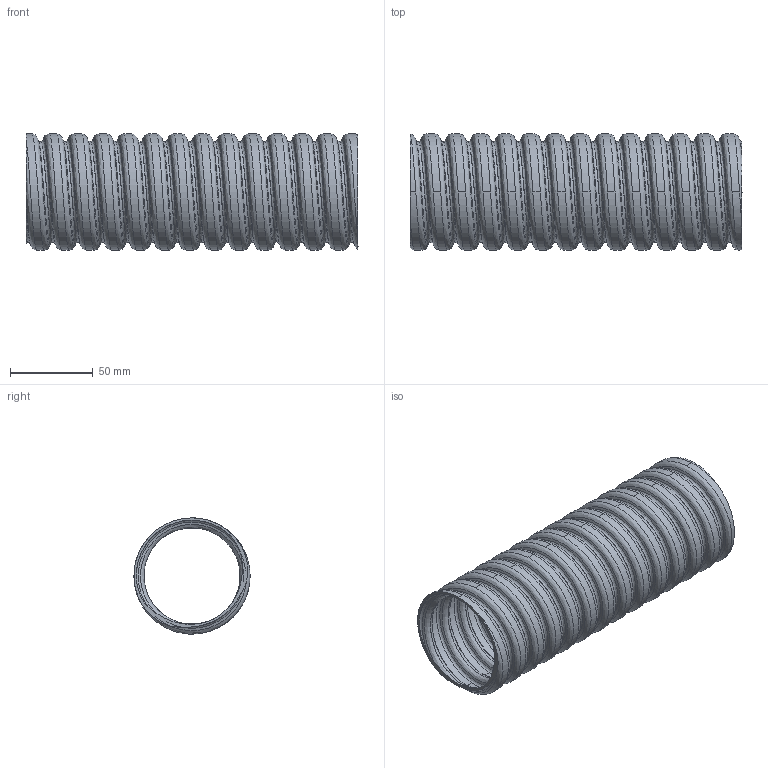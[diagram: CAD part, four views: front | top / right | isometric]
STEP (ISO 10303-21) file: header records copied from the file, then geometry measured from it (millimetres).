
FILE_DESCRIPTION (( 'STEP AP203' ), '1' );
FILE_NAME ('110611-00014 Ìóôòà ñîåäèíèòåëüíàÿ ðåçüáîâàÿ ÑÑÄ-Ïàéï 63 ìì.STEP', '2021-12-06T08:27:01', ( '' ), ( '' ), 'SwSTEP 2.0', 'SolidWorks 2018', '' );
FILE_SCHEMA (( 'CONFIG_CONTROL_DESIGN' ));
Products named in the file (1): 110611-00014 Ìóôòà ñîåäèíèòåëüíàÿ ðåçüáîâàÿ ÑÑÄ-Ïàéï 63 ìì
Bounding box: 200 x 70 x 70 mm (x, y, z)
Volume: 75401.2 mm3; surface area: 108589.2 mm2
Topology: 1 solids, 1 shells, 126 faces, 372 edges, 248 vertices
Faces by surface type: cylinder 112, bspline 12, plane 2
Entity records: 36473 total; most frequent: CARTESIAN_POINT 33799, ORIENTED_EDGE 744, EDGE_CURVE 372, DIRECTION 358, VERTEX_POINT 248, EDGE_LOOP 128, ADVANCED_FACE 126, FACE_OUTER_BOUND 126
